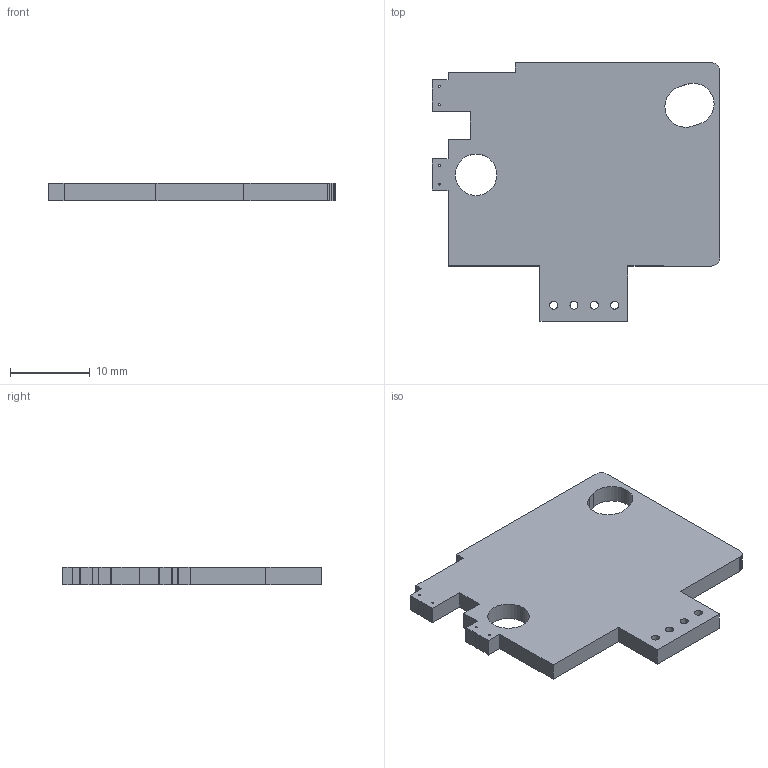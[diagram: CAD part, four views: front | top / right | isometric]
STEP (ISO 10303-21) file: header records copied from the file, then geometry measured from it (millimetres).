
FILE_DESCRIPTION(('KiCad electronic assembly'),'2;1');
FILE_NAME('SX7H02060050-1.step','2022-12-06T20:11:20',('Pcbnew'),( 'Kicad'),'Open CASCADE STEP processor 7.6','KiCad to STEP converter' ,'Unknown');
FILE_SCHEMA(('AUTOMOTIVE_DESIGN { 1 0 10303 214 1 1 1 1 }'));
Length unit declared in the file: millimetre
Products named in the file (2): SX7H02060050-1 1; SX7H02060050-1 PCB
Assembly tree (1 placements, depth 2):
  SX7H02060050-1 1
    SX7H02060050-1 PCB
Bounding box: 36.01 x 32.31 x 2.2 mm (x, y, z)
Volume: 1946.3 mm3; surface area: 2199.6 mm2
Topology: 1 solids, 1 shells, 57 faces, 165 edges, 110 vertices
Faces by surface type: plane 42, cylinder 15
Full cylindrical faces by diameter (mm): 0.25 x4, 1 x4, 5.2 x1
Entity records: 4187 total; most frequent: CARTESIAN_POINT 848, DIRECTION 609, LINE 431, VECTOR 431, ORIENTED_EDGE 330, PCURVE 330, DEFINITIONAL_REPRESENTATION 330, EDGE_CURVE 165
